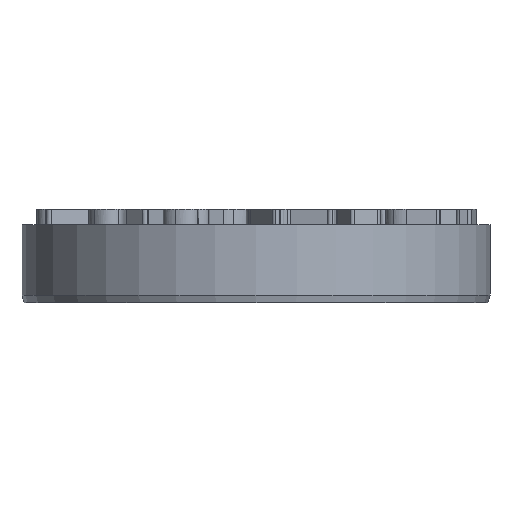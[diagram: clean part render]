
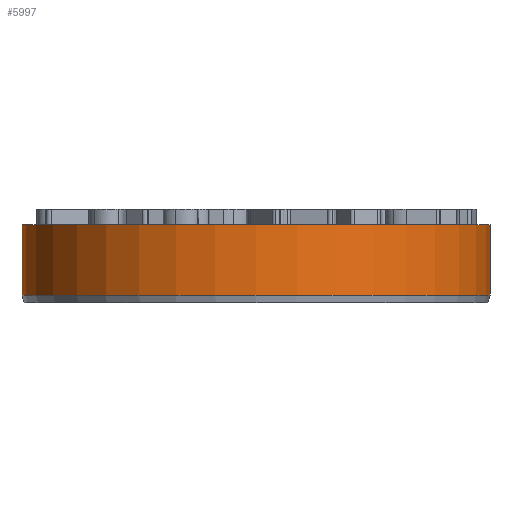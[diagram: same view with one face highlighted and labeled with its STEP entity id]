
A CAD part, front view. The second image highlights one B-rep face of the part: STEP entity #5997.
In plain terms, the highlighted cylindrical face has radius 15 mm (diameter 30 mm), a full revolution.
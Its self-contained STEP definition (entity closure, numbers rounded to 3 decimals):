
#29=CYLINDRICAL_SURFACE('',#6211,15.);
#36=CIRCLE('',#6191,15.);
#44=CIRCLE('',#6209,15.);
#45=CIRCLE('',#6210,15.);
#473=FACE_OUTER_BOUND('',#825,.T.);
#825=EDGE_LOOP('',(#5244,#5245,#5246,#5247,#5248));
#1277=LINE('',#10994,#1742);
#1742=VECTOR('',#6857,15.);
#2730=VERTEX_POINT('',#10959);
#2738=VERTEX_POINT('',#10988);
#2739=VERTEX_POINT('',#10989);
#3578=EDGE_CURVE('',#2730,#2730,#36,.T.);
#3589=EDGE_CURVE('',#2738,#2739,#44,.T.);
#3590=EDGE_CURVE('',#2739,#2738,#45,.T.);
#3592=EDGE_CURVE('',#2730,#2739,#1277,.T.);
#5244=ORIENTED_EDGE('',*,*,#3578,.F.);
#5245=ORIENTED_EDGE('',*,*,#3592,.T.);
#5246=ORIENTED_EDGE('',*,*,#3589,.F.);
#5247=ORIENTED_EDGE('',*,*,#3590,.F.);
#5248=ORIENTED_EDGE('',*,*,#3592,.F.);
#5997=ADVANCED_FACE('',(#473),#29,.T.);
#6191=AXIS2_PLACEMENT_3D('',#10960,#6811,#6812);
#6209=AXIS2_PLACEMENT_3D('',#10990,#6850,#6851);
#6210=AXIS2_PLACEMENT_3D('',#10991,#6852,#6853);
#6211=AXIS2_PLACEMENT_3D('',#10993,#6855,#6856);
#6811=DIRECTION('center_axis',(0.,0.,1.));
#6812=DIRECTION('ref_axis',(1.,0.,0.));
#6850=DIRECTION('center_axis',(0.,0.,-1.));
#6851=DIRECTION('ref_axis',(-1.,0.,0.));
#6852=DIRECTION('center_axis',(0.,0.,-1.));
#6853=DIRECTION('ref_axis',(-1.,0.,0.));
#6855=DIRECTION('center_axis',(0.,0.,1.));
#6856=DIRECTION('ref_axis',(1.,0.,0.));
#6857=DIRECTION('',(0.,0.,-1.));
#10959=CARTESIAN_POINT('',(-15.,0.,5.));
#10960=CARTESIAN_POINT('Origin',(0.,0.,5.));
#10988=CARTESIAN_POINT('',(15.,0.,0.5));
#10989=CARTESIAN_POINT('',(-15.,0.,0.5));
#10990=CARTESIAN_POINT('Origin',(0.,0.,0.5));
#10991=CARTESIAN_POINT('Origin',(0.,0.,0.5));
#10993=CARTESIAN_POINT('Origin',(0.,0.,0.));
#10994=CARTESIAN_POINT('',(-15.,0.,0.));
